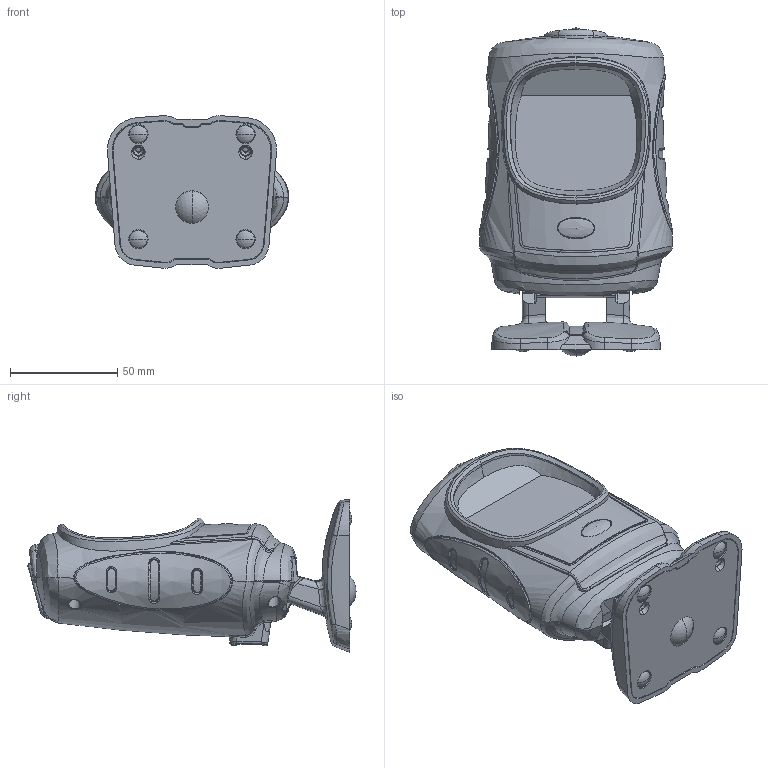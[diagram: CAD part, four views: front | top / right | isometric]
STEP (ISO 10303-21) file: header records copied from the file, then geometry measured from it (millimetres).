
FILE_DESCRIPTION (( 'STEP AP214' ), '1' );
FILE_NAME ('CR5210-C500-C298.STEP', '2023-10-19T14:44:33', ( '' ), ( '' ), 'SwSTEP 2.0', 'SolidWorks 2023', '' );
FILE_SCHEMA (( 'AUTOMOTIVE_DESIGN' ));
Length unit declared in the file: inch
Products named in the file (1): CR5210-C500-C298
Bounding box: 90.26 x 153.15 x 71.22 mm (x, y, z)
Volume: 382210.1 mm3; surface area: 63137.4 mm2
Topology: 1 solids, 1 shells, 1568 faces, 4210 edges, 2674 vertices
Faces by surface type: bspline 746, plane 534, cylinder 166, cone 88, sphere 21, torus 13
Full cylindrical faces by diameter (mm): 4.242 x3
Entity records: 123579 total; most frequent: CARTESIAN_POINT 91710, ORIENTED_EDGE 8342, EDGE_CURVE 4171, DIRECTION 3967, VERTEX_POINT 2660, B_SPLINE_CURVE_WITH_KNOTS 2299, EDGE_LOOP 1651, FACE_OUTER_BOUND 1578
